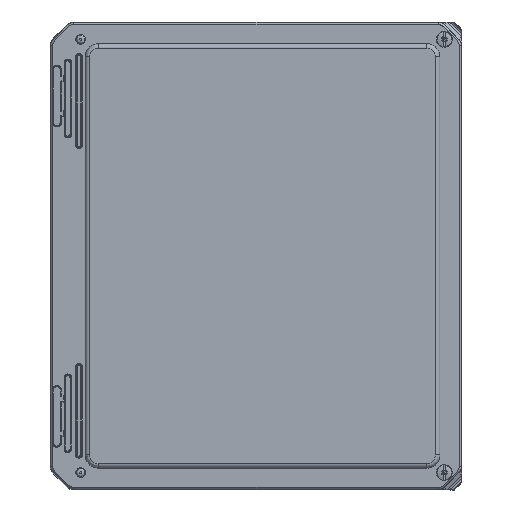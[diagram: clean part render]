
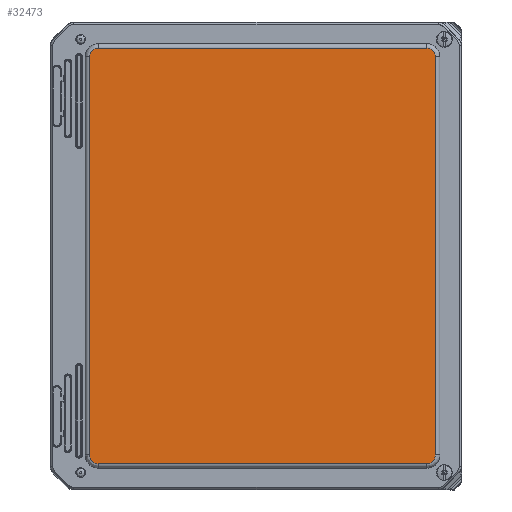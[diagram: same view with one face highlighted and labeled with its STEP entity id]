
A CAD part, top view. The second image highlights one B-rep face of the part: STEP entity #32473.
In plain terms, the highlighted face is planar.
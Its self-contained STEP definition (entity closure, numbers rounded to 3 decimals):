
#1420=ELLIPSE($,#36196,0.25,0.25);
#1423=ELLIPSE($,#36200,0.25,0.25);
#1424=ELLIPSE($,#36206,0.25,0.25);
#1427=ELLIPSE($,#36210,0.25,0.25);
#4768=LINE($,#77723,#7008);
#4770=LINE($,#77876,#7010);
#4773=LINE($,#77883,#7013);
#4775=LINE($,#78031,#7015);
#7008=VECTOR($,#45768,9.446);
#7010=VECTOR($,#45788,11.446);
#7013=VECTOR($,#45795,11.446);
#7015=VECTOR($,#45811,9.446);
#7703=PLANE($,#36216);
#9799=FACE_OUTER_BOUND($,#11936,.T.);
#11936=EDGE_LOOP($,(#30062,#30063,#30064,#30065,#30066,#30067,#30068,#30069));
#16061=VERTEX_POINT($,#77720);
#16062=VERTEX_POINT($,#77722);
#16065=VERTEX_POINT($,#77800);
#16066=VERTEX_POINT($,#77867);
#16069=VERTEX_POINT($,#77874);
#16070=VERTEX_POINT($,#77879);
#16073=VERTEX_POINT($,#77948);
#16074=VERTEX_POINT($,#78024);
#20739=EDGE_CURVE($,#16061,#16062,#4768,.T.);
#20743=EDGE_CURVE($,#16065,#16061,#1420,.T.);
#20747=EDGE_CURVE($,#16062,#16066,#1423,.T.);
#20749=EDGE_CURVE($,#16069,#16065,#4770,.T.);
#20753=EDGE_CURVE($,#16066,#16070,#4773,.T.);
#20755=EDGE_CURVE($,#16073,#16069,#1424,.T.);
#20759=EDGE_CURVE($,#16070,#16074,#1427,.T.);
#20761=EDGE_CURVE($,#16074,#16073,#4775,.T.);
#30062=ORIENTED_EDGE($,*,*,#20739,.F.);
#30063=ORIENTED_EDGE($,*,*,#20743,.F.);
#30064=ORIENTED_EDGE($,*,*,#20749,.F.);
#30065=ORIENTED_EDGE($,*,*,#20755,.F.);
#30066=ORIENTED_EDGE($,*,*,#20761,.F.);
#30067=ORIENTED_EDGE($,*,*,#20759,.F.);
#30068=ORIENTED_EDGE($,*,*,#20753,.F.);
#30069=ORIENTED_EDGE($,*,*,#20747,.F.);
#32473=ADVANCED_FACE($,(#9799),#7703,.F.);
#36196=AXIS2_PLACEMENT_3D($,#77802,#45774,#45775);
#36200=AXIS2_PLACEMENT_3D($,#77871,#45782,#45783);
#36206=AXIS2_PLACEMENT_3D($,#77950,#45798,#45799);
#36210=AXIS2_PLACEMENT_3D($,#78028,#45806,#45807);
#36216=AXIS2_PLACEMENT_3D($,#78041,#45825,#45826);
#45768=DIRECTION($,(1.,0.,0.));
#45774=DIRECTION('center_axis',(0.,0.,1.));
#45775=DIRECTION('ref_axis',(-0.707,-0.707,0.));
#45782=DIRECTION('center_axis',(0.,0.,1.));
#45783=DIRECTION('ref_axis',(0.707,-0.707,0.));
#45788=DIRECTION($,(0.,-1.,0.));
#45795=DIRECTION($,(0.,1.,0.));
#45798=DIRECTION('center_axis',(0.,0.,1.));
#45799=DIRECTION('ref_axis',(-0.707,0.707,0.));
#45806=DIRECTION('center_axis',(0.,0.,1.));
#45807=DIRECTION('ref_axis',(0.707,0.707,0.));
#45811=DIRECTION($,(-1.,0.,0.));
#45825=DIRECTION('center_axis',(0.,0.,1.));
#45826=DIRECTION('ref_axis',(1.,0.,0.));
#77720=CARTESIAN_POINT('',(-4.535,-5.973,0.));
#77722=CARTESIAN_POINT('',(4.91,-5.973,0.));
#77723=CARTESIAN_POINT($,(-4.535,-5.973,0.));
#77800=CARTESIAN_POINT('',(-4.785,-5.723,0.));
#77802=CARTESIAN_POINT('Origin',(-4.535,-5.723,0.));
#77867=CARTESIAN_POINT('',(5.16,-5.723,0.));
#77871=CARTESIAN_POINT('Origin',(4.91,-5.723,0.));
#77874=CARTESIAN_POINT('',(-4.785,5.723,0.));
#77876=CARTESIAN_POINT($,(-4.785,5.723,0.));
#77879=CARTESIAN_POINT('',(5.16,5.723,0.));
#77883=CARTESIAN_POINT($,(5.16,-5.723,0.));
#77948=CARTESIAN_POINT('',(-4.535,5.973,0.));
#77950=CARTESIAN_POINT('Origin',(-4.535,5.723,0.));
#78024=CARTESIAN_POINT('',(4.91,5.973,0.));
#78028=CARTESIAN_POINT('Origin',(4.91,5.723,0.));
#78031=CARTESIAN_POINT($,(4.91,5.973,0.));
#78041=CARTESIAN_POINT('Origin',(0.188,0.,0.));
